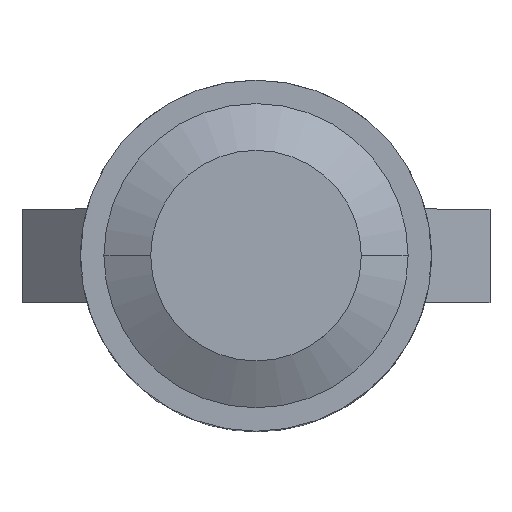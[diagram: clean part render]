
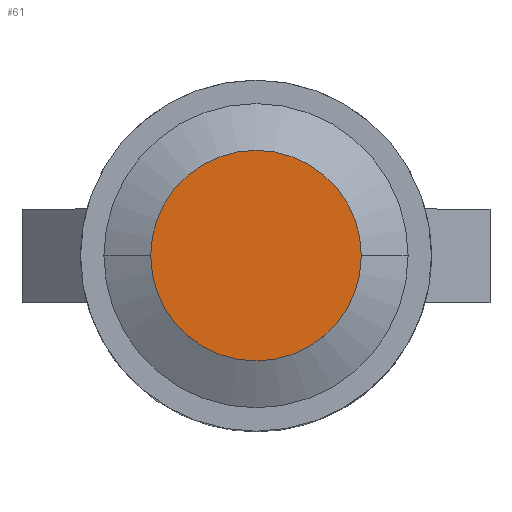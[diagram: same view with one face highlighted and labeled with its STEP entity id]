
A CAD part, top view. The second image highlights one B-rep face of the part: STEP entity #61.
In plain terms, the highlighted planar face has unit normal (0, 0, 1).
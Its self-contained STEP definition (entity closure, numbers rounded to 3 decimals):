
#12 = EDGE_LOOP ( 'NONE', ( #542, #377 ) ) ;
#17 = CIRCLE ( 'NONE', #620, 2.25 ) ;
#61 = ADVANCED_FACE ( 'NONE', ( #488 ), #590, .T. ) ;
#101 = EDGE_CURVE ( 'NONE', #807, #723, #104, .T. ) ;
#104 = CIRCLE ( 'NONE', #715, 2.25 ) ;
#111 = DIRECTION ( 'NONE',  ( 0., 0., 1. ) ) ;
#242 = DIRECTION ( 'NONE',  ( 1., 0., 0. ) ) ;
#321 = CARTESIAN_POINT ( 'NONE',  ( -2.25, 12., -0.74 ) ) ;
#327 = AXIS2_PLACEMENT_3D ( 'NONE', #328, #470, #242 ) ;
#328 = CARTESIAN_POINT ( 'NONE',  ( 0., 12., -0.74 ) ) ;
#377 = ORIENTED_EDGE ( 'NONE', *, *, #101, .T. ) ;
#438 = DIRECTION ( 'NONE',  ( 1., 0., 0. ) ) ;
#464 = CARTESIAN_POINT ( 'NONE',  ( 2.25, 12., -0.74 ) ) ;
#470 = DIRECTION ( 'NONE',  ( 0., 0., 1. ) ) ;
#488 = FACE_OUTER_BOUND ( 'NONE', #12, .T. ) ;
#509 = CARTESIAN_POINT ( 'NONE',  ( 0., 12., -0.74 ) ) ;
#542 = ORIENTED_EDGE ( 'NONE', *, *, #609, .T. ) ;
#590 = PLANE ( 'NONE',  #327 ) ;
#609 = EDGE_CURVE ( 'NONE', #723, #807, #17, .T. ) ;
#620 = AXIS2_PLACEMENT_3D ( 'NONE', #708, #704, #744 ) ;
#704 = DIRECTION ( 'NONE',  ( 0., 0., 1. ) ) ;
#708 = CARTESIAN_POINT ( 'NONE',  ( 0., 12., -0.74 ) ) ;
#715 = AXIS2_PLACEMENT_3D ( 'NONE', #509, #111, #438 ) ;
#723 = VERTEX_POINT ( 'NONE', #321 ) ;
#744 = DIRECTION ( 'NONE',  ( 1., 0., 0. ) ) ;
#807 = VERTEX_POINT ( 'NONE', #464 ) ;
